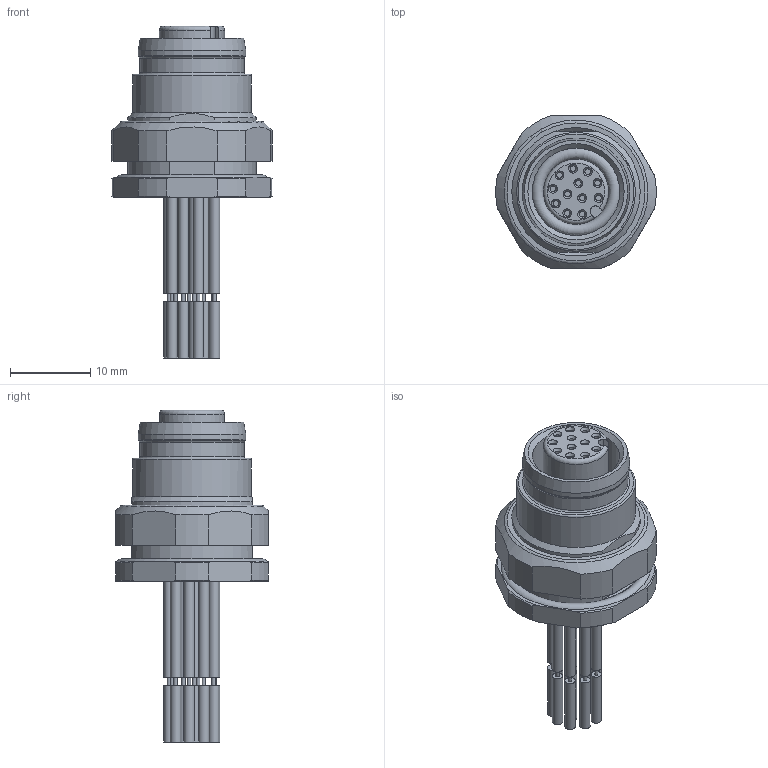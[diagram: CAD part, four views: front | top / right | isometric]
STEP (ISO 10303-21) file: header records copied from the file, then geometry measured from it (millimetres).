
FILE_DESCRIPTION(/* description */ (''),/* implementation_level */ '2;1');
FILE_NAME(/* name */ 'EC-FKFD12-m_16_stp.stp',/* time_stamp */ '2016-03-09T16:52:33+01:00',/* author */ (''),/* organization */ (''),/* preprocessor_version */ 'ST-DEVELOPER v16',/* originating_system */ 'SIEMENS PLM Software NX 10.0',/* authorisation */ '');
FILE_SCHEMA (('AUTOMOTIVE_DESIGN { 1 0 10303 214 3 1 1 1 }'));
Length unit declared in the file: millimetre
Products named in the file (1): EC-FKFD12-m_16
Bounding box: 19.95 x 19 x 41.35 mm (x, y, z)
Volume: 4359.1 mm3; surface area: 3308.1 mm2
Topology: 1 solids, 2 shells, 188 faces, 405 edges, 272 vertices
Faces by surface type: plane 76, cylinder 70, cone 34, torus 8
Full cylindrical faces by diameter (mm): 0.42 x12, 0.7 x12, 1.3 x24, 10.9 x1, 13 x1, 13.4 x1, 14.8 x1, 16 x1, 17.726 x1
Entity records: 4502 total; most frequent: CARTESIAN_POINT 867, DIRECTION 802, ORIENTED_EDGE 564, AXIS2_PLACEMENT_3D 371, EDGE_LOOP 320, EDGE_CURVE 282, FACE_BOUND 242, VERTEX_POINT 228
